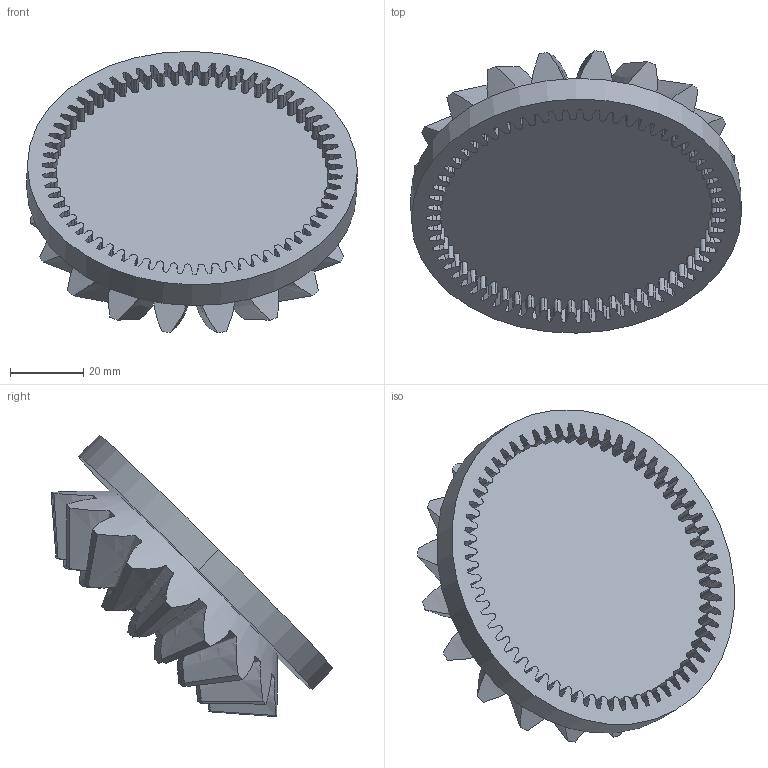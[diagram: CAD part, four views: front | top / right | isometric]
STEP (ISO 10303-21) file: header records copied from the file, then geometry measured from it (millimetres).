
FILE_DESCRIPTION((''),'2;1');
FILE_NAME('BEVEL_GEAR_RING_NO_3','2021-02-16T11:21:03',('TINH LE'),(''),'CREO PARAMETRIC BY PTC INC, 2020154','CREO PARAMETRIC BY PTC INC, 2020154','');
FILE_SCHEMA(('CONFIG_CONTROL_DESIGN'));
Length unit declared in the file: millimetre
Products named in the file (1): BEVEL_GEAR_RING_NO_3
Bounding box: 90.16 x 76.83 x 76.64 mm (x, y, z)
Volume: 92234.8 mm3; surface area: 28152.3 mm2
Topology: 1 solids, 1 shells, 492 faces, 1461 edges, 974 vertices
Faces by surface type: cylinder 194, plane 132, extrusion 126, cone 22, bspline 18
Entity records: 21557 total; most frequent: CARTESIAN_POINT 8531, ORIENTED_EDGE 2922, DIRECTION 2419, EDGE_CURVE 1461, VERTEX_POINT 974, VECTOR 867, AXIS2_PLACEMENT_3D 776, LINE 741
